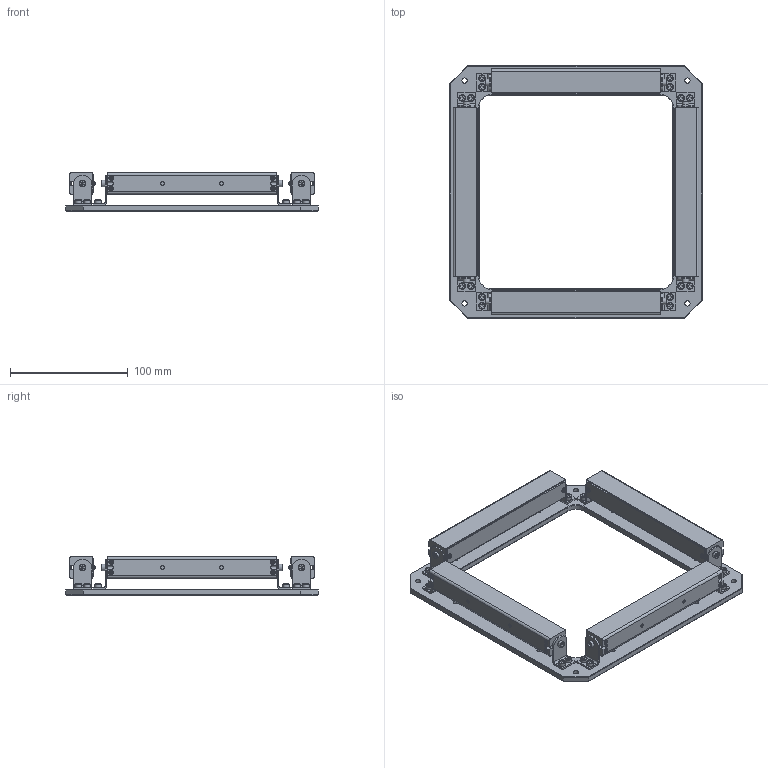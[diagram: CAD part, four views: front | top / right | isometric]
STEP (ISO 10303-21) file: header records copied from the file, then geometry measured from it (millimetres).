
FILE_DESCRIPTION((''),'2;1');
FILE_NAME('BE1-A 130 Frameset.stp','2014-01-30T15:08:36',('lck'),(''),'Autodesk Inventor 2013','Autodesk Inventor 2013','');
FILE_SCHEMA(('AUTOMOTIVE_DESIGN { 1 0 10303 214 1 1 1 1 }'));
Length unit declared in the file: millimetre
Products named in the file (1): Bauteil6
Bounding box: 214 x 214 x 32.5 mm (x, y, z)
Volume: 167966.5 mm3; surface area: 143891 mm2
Topology: 1 solids, 57 shells, 1850 faces, 4808 edges, 3108 vertices
Faces by surface type: plane 954, cone 440, cylinder 288, torus 160, sphere 8
Full cylindrical faces by diameter (mm): 1.567 x24, 1.783 x8, 2 x8, 2.459 x24, 2.5 x16, 3 x32, 3.242 x8, 3.5 x24, 3.8 x16, 4.5 x12, 5.5 x24
Entity records: 57667 total; most frequent: CARTESIAN_POINT 14555, DIRECTION 8310, ORIENTED_EDGE 8304, EDGE_CURVE 4152, AXIS2_PLACEMENT_3D 3219, VERTEX_POINT 2888, EDGE_LOOP 2476, VECTOR 1872
